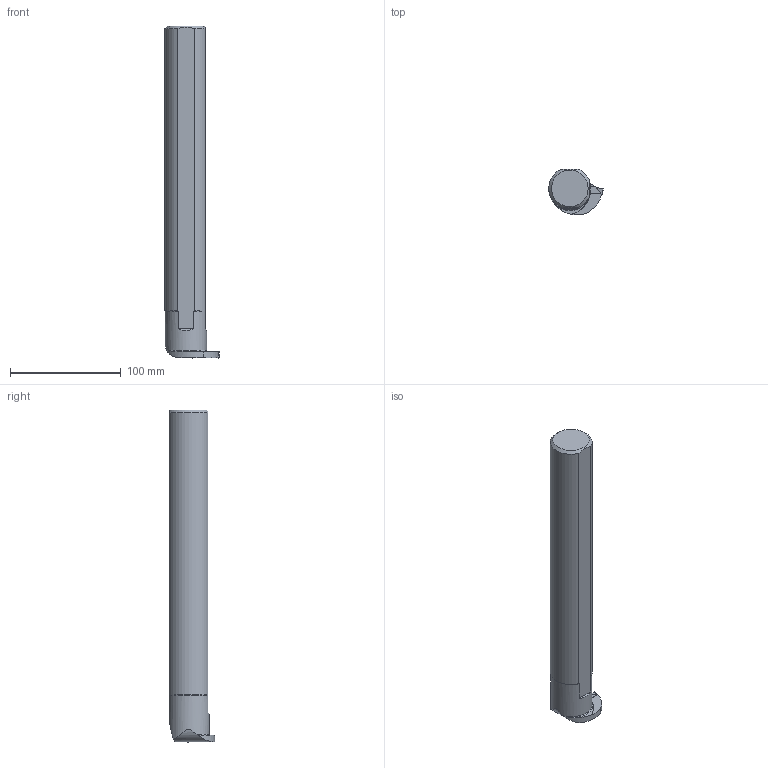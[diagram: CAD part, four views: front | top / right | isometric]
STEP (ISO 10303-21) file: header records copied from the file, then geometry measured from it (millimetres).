
FILE_DESCRIPTION(/* description */ (''),/* implementation_level */ '2;1');
FILE_NAME(/* name */ '1553662073802.stp',/* time_stamp */ '2019-03-27T10:18:28+06:00',/* author */ (''),/* organization */ ('SMS'),/* preprocessor_version */ 'ST-DEVELOPER v15',/* originating_system */ 'SIEMENS PLM Software NX 8.5',/* authorisation */ '');
FILE_SCHEMA (('AUTOMOTIVE_DESIGN { 1 0 10303 214 3 1 1 1 }'));
Length unit declared in the file: millimetre
Products named in the file (4): 201539474mod000_00; ASSEMBLY_CONSTRUCTION; 201665530mod000_00; 201665535mod000_00
Assembly tree (3 placements, depth 2):
  201665535mod000_00
    201665530mod000_00
    ASSEMBLY_CONSTRUCTION
    201539474mod000_00
Bounding box: 49.25 x 40.9 x 300.02 mm (x, y, z)
Volume: 325445.2 mm3; surface area: 38582.2 mm2
Topology: 2 solids, 2 shells, 66 faces, 187 edges, 131 vertices
Faces by surface type: plane 36, cylinder 13, bspline 8, cone 4, extrusion 4, torus 1
Entity records: 2511 total; most frequent: CARTESIAN_POINT 729, ORIENTED_EDGE 368, DIRECTION 303, EDGE_CURVE 184, VERTEX_POINT 123, AXIS2_PLACEMENT_3D 103, VECTOR 97, LINE 93
